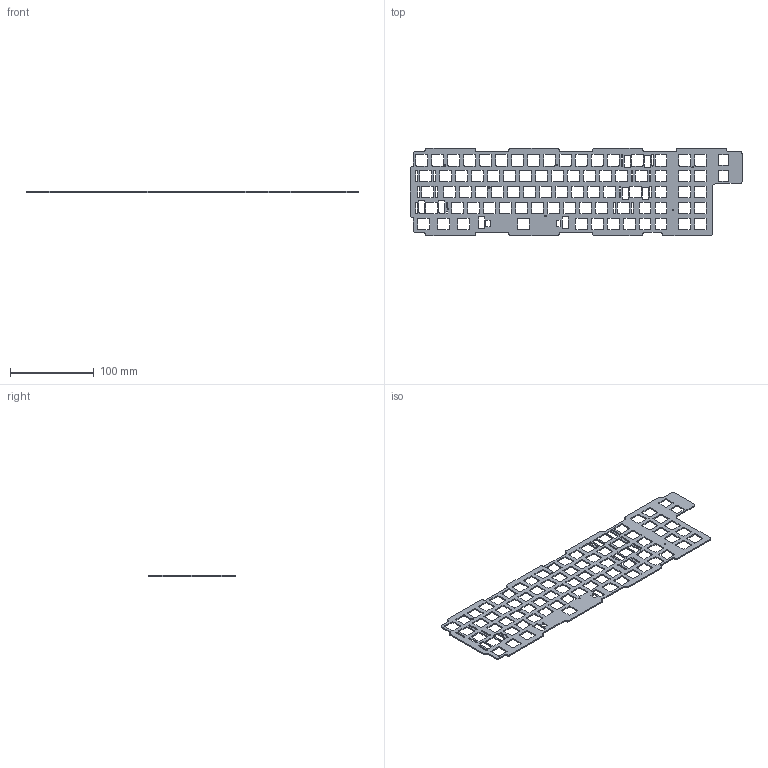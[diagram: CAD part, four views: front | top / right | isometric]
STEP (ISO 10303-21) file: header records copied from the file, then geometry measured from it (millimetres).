
FILE_DESCRIPTION(/* description */ (''),/* implementation_level */ '2;1');
FILE_NAME(/* name */ 'AGP-Keebo-Case-Plate-NoCounterSunk.step',/* time_stamp */ '2023-06-23T13:14:03+09:00',/* author */ (''),/* organization */ (''),/* preprocessor_version */ 'ST-DEVELOPER v19.2',/* originating_system */ 'Autodesk Translation Framework v12.6.0.85',/* authorisation */ '');
FILE_SCHEMA (('AUTOMOTIVE_DESIGN { 1 0 10303 214 3 1 1 }'));
Length unit declared in the file: millimetre
Products named in the file (1): AGP Keebo Case
Bounding box: 396.5 x 104.45 x 1.5 mm (x, y, z)
Volume: 31591.4 mm3; surface area: 51530.2 mm2
Topology: 1 solids, 1 shells, 921 faces, 2757 edges, 1838 vertices
Faces by surface type: cylinder 472, plane 449
Full cylindrical faces by diameter (mm): 1.7 x8
Entity records: 31794 total; most frequent: DIRECTION 5545, CARTESIAN_POINT 5517, ORIENTED_EDGE 5514, EDGE_CURVE 2757, AXIS2_PLACEMENT_3D 1866, VERTEX_POINT 1838, LINE 1813, VECTOR 1813
